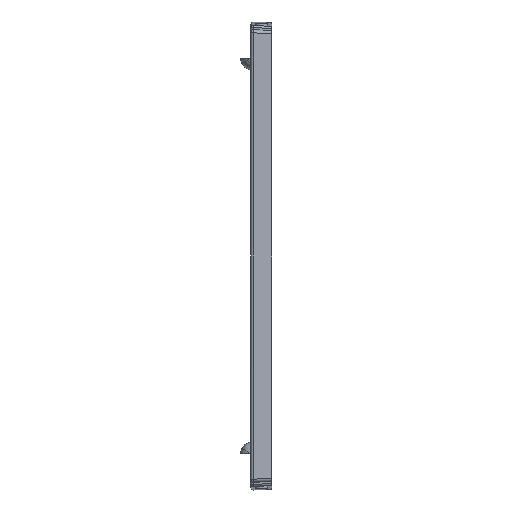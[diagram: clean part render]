
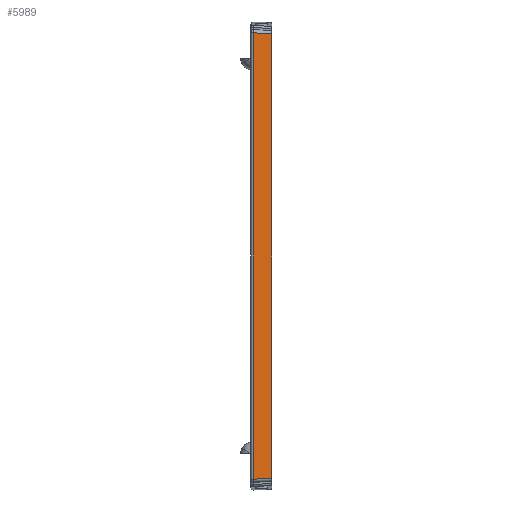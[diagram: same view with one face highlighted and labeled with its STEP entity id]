
A CAD part, front view. The second image highlights one B-rep face of the part: STEP entity #5989.
In plain terms, the highlighted planar face has unit normal (0.035, -0.999, 0).
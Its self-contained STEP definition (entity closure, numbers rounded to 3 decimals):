
#1725=CARTESIAN_POINT('',(2.07,-178.428,
-215.43));
#1787=DIRECTION('',(-0.999,-0.035,0.035));
#1788=VECTOR('',#1787,17.952);
#1789=CARTESIAN_POINT('',(20.,-177.802,214.803));
#1790=LINE('',#1789,#1788);
#1791=DIRECTION('',(0.,0.,1.));
#1792=VECTOR('',#1791,429.607);
#1793=CARTESIAN_POINT('',(20.,-177.802,-214.803));
#1794=LINE('',#1793,#1792);
#1795=DIRECTION('',(0.999,0.035,0.035));
#1796=VECTOR('',#1795,17.952);
#1797=CARTESIAN_POINT('',(2.07,-178.428,
-215.43));
#1798=LINE('',#1797,#1796);
#1799=DIRECTION('',(0.,0.,1.));
#1800=VECTOR('',#1799,430.859);
#1801=CARTESIAN_POINT('',(2.07,-178.428,
-215.43));
#1802=LINE('',#1801,#1800);
#1898=CARTESIAN_POINT('',(2.07,-178.428,215.43));
#3108=VERTEX_POINT('',#1725);
#3112=VERTEX_POINT('',#1898);
#3172=CARTESIAN_POINT('',(20.,-177.802,-214.803));
#3173=VERTEX_POINT('',#3172);
#3174=CARTESIAN_POINT('',(20.,-177.802,214.803));
#3175=VERTEX_POINT('',#3174);
#5976=CARTESIAN_POINT('',(0.,-178.5,0.));
#5977=DIRECTION('',(0.035,-0.999,0.));
#5978=DIRECTION('',(0.,0.,1.));
#5979=AXIS2_PLACEMENT_3D('',#5976,#5977,#5978);
#5980=PLANE('',#5979);
#5982=ORIENTED_EDGE('',*,*,#5981,.T.);
#5984=ORIENTED_EDGE('',*,*,#5983,.F.);
#5985=ORIENTED_EDGE('',*,*,#4114,.F.);
#5986=ORIENTED_EDGE('',*,*,#5967,.F.);
#5987=EDGE_LOOP('',(#5982,#5984,#5985,#5986));
#5988=FACE_OUTER_BOUND('',#5987,.F.);
#5989=ADVANCED_FACE('',(#5988),#5980,.T.);
#4114=EDGE_CURVE('',#3173,#3175,#1794,.T.);
#5967=EDGE_CURVE('',#3108,#3173,#1798,.T.);
#5981=EDGE_CURVE('',#3108,#3112,#1802,.T.);
#5983=EDGE_CURVE('',#3175,#3112,#1790,.T.);
